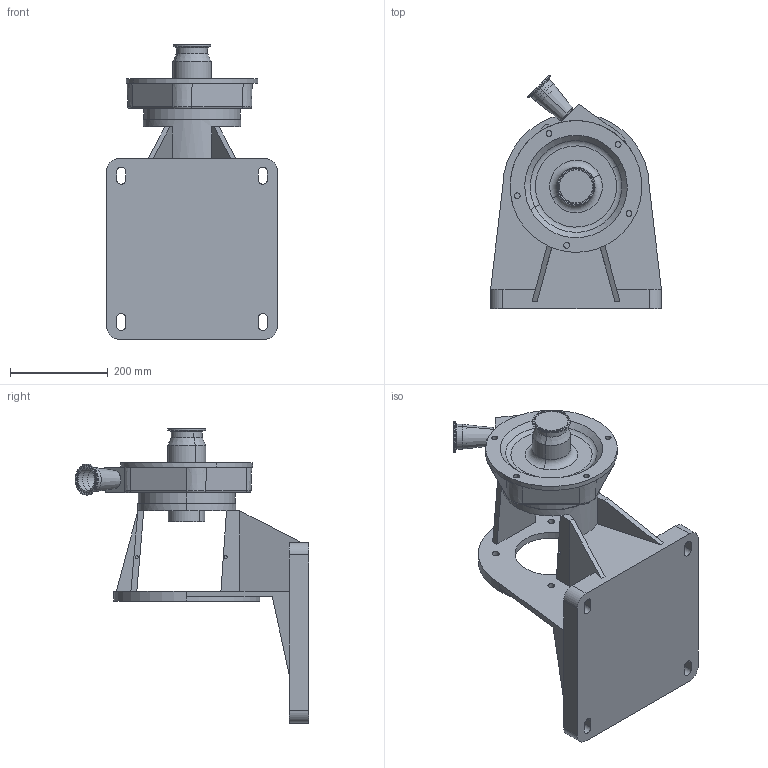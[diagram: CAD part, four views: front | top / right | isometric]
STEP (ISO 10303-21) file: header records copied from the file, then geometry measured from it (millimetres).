
FILE_DESCRIPTION (( 'STEP AP214' ), '1' );
FILE_NAME ('FP 1740 280TSC 45L.STEP', '2010-02-24T15:10:19', ( ' ' ), ( '' ), 'SwSTEP 2.0', 'SolidWorks 2010', '' );
FILE_SCHEMA (( 'AUTOMOTIVE_DESIGN' ));
Length unit declared in the file: millimetre
Products named in the file (2): FP 1740 280TSC 45L^1275000113; FP 1740 280TSC 45L
Assembly tree (1 placements, depth 2):
  FP 1740 280TSC 45L
    FP 1740 280TSC 45L^1275000113
Bounding box: 350 x 478.36 x 603 mm (x, y, z)
Volume: 13077605.9 mm3; surface area: 988309.5 mm2
Topology: 1 solids, 6 shells, 262 faces, 589 edges, 367 vertices
Faces by surface type: cylinder 99, plane 96, cone 34, torus 31, sphere 1, bspline 1
Entity records: 7479 total; most frequent: DIRECTION 1426, CARTESIAN_POINT 1272, ORIENTED_EDGE 1178, EDGE_CURVE 589, AXIS2_PLACEMENT_3D 580, VERTEX_POINT 367, CIRCLE 315, EDGE_LOOP 310
